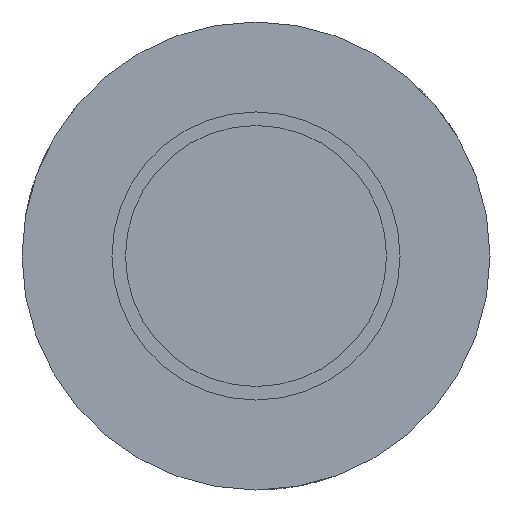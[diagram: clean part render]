
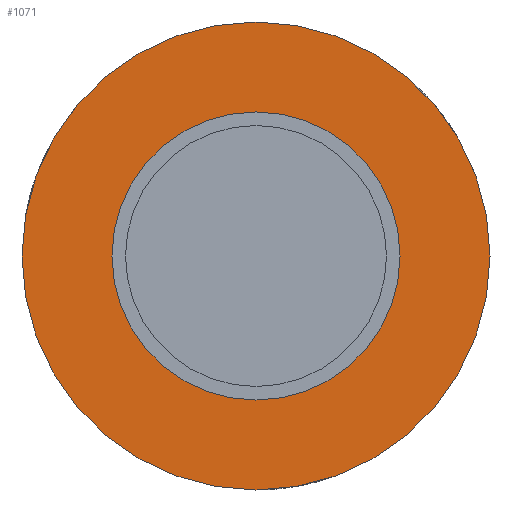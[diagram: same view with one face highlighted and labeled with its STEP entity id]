
A CAD part, left-side view. The second image highlights one B-rep face of the part: STEP entity #1071.
In plain terms, the highlighted planar face has unit normal (-1, 0, 0).
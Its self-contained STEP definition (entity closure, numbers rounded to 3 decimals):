
#5 = DIRECTION ( 'NONE',  ( -1., 0., 0. ) ) ;
#14 = EDGE_LOOP ( 'NONE', ( #201, #356 ) ) ;
#21 = CARTESIAN_POINT ( 'NONE',  ( 97.33, 16.904, -7.773 ) ) ;
#53 = CARTESIAN_POINT ( 'NONE',  ( 97.33, 0., 0. ) ) ;
#107 = AXIS2_PLACEMENT_3D ( 'NONE', #53, #597, #606 ) ;
#127 = PLANE ( 'NONE',  #320 ) ;
#201 = ORIENTED_EDGE ( 'NONE', *, *, #1145, .F. ) ;
#202 = AXIS2_PLACEMENT_3D ( 'NONE', #944, #416, #241 ) ;
#217 = CARTESIAN_POINT ( 'NONE',  ( 97.33, 0., 13. ) ) ;
#218 = DIRECTION ( 'NONE',  ( 1., 0., 0. ) ) ;
#235 = CIRCLE ( 'NONE', #377, 13. ) ;
#241 = DIRECTION ( 'NONE',  ( 0., 0., 1. ) ) ;
#320 = AXIS2_PLACEMENT_3D ( 'NONE', #21, #218, #580 ) ;
#324 = CIRCLE ( 'NONE', #202, 8. ) ;
#329 = ORIENTED_EDGE ( 'NONE', *, *, #419, .T. ) ;
#347 = CARTESIAN_POINT ( 'NONE',  ( 97.33, 0., -13. ) ) ;
#356 = ORIENTED_EDGE ( 'NONE', *, *, #715, .F. ) ;
#376 = CARTESIAN_POINT ( 'NONE',  ( 97.33, 0., 8. ) ) ;
#377 = AXIS2_PLACEMENT_3D ( 'NONE', #950, #404, #661 ) ;
#382 = FACE_OUTER_BOUND ( 'NONE', #561, .T. ) ;
#404 = DIRECTION ( 'NONE',  ( -1., 0., 0. ) ) ;
#416 = DIRECTION ( 'NONE',  ( -1., 0., 0. ) ) ;
#419 = EDGE_CURVE ( 'NONE', #645, #797, #235, .T. ) ;
#458 = VERTEX_POINT ( 'NONE', #617 ) ;
#561 = EDGE_LOOP ( 'NONE', ( #846, #329 ) ) ;
#580 = DIRECTION ( 'NONE',  ( 0., -0.347, 0.938 ) ) ;
#597 = DIRECTION ( 'NONE',  ( -1., 0., 0. ) ) ;
#606 = DIRECTION ( 'NONE',  ( 0., 0., 1. ) ) ;
#617 = CARTESIAN_POINT ( 'NONE',  ( 97.33, 0., -8. ) ) ;
#625 = CIRCLE ( 'NONE', #1085, 8. ) ;
#645 = VERTEX_POINT ( 'NONE', #347 ) ;
#651 = FACE_BOUND ( 'NONE', #14, .T. ) ;
#661 = DIRECTION ( 'NONE',  ( 0., 0., 1. ) ) ;
#715 = EDGE_CURVE ( 'NONE', #458, #785, #625, .T. ) ;
#744 = DIRECTION ( 'NONE',  ( 0., 0., 1. ) ) ;
#785 = VERTEX_POINT ( 'NONE', #376 ) ;
#797 = VERTEX_POINT ( 'NONE', #217 ) ;
#828 = CARTESIAN_POINT ( 'NONE',  ( 97.33, 0., 0. ) ) ;
#846 = ORIENTED_EDGE ( 'NONE', *, *, #887, .T. ) ;
#887 = EDGE_CURVE ( 'NONE', #797, #645, #1104, .T. ) ;
#944 = CARTESIAN_POINT ( 'NONE',  ( 97.33, 0., 0. ) ) ;
#950 = CARTESIAN_POINT ( 'NONE',  ( 97.33, 0., 0. ) ) ;
#1071 = ADVANCED_FACE ( 'NONE', ( #651, #382 ), #127, .F. ) ;
#1085 = AXIS2_PLACEMENT_3D ( 'NONE', #828, #5, #744 ) ;
#1104 = CIRCLE ( 'NONE', #107, 13. ) ;
#1145 = EDGE_CURVE ( 'NONE', #785, #458, #324, .T. ) ;
